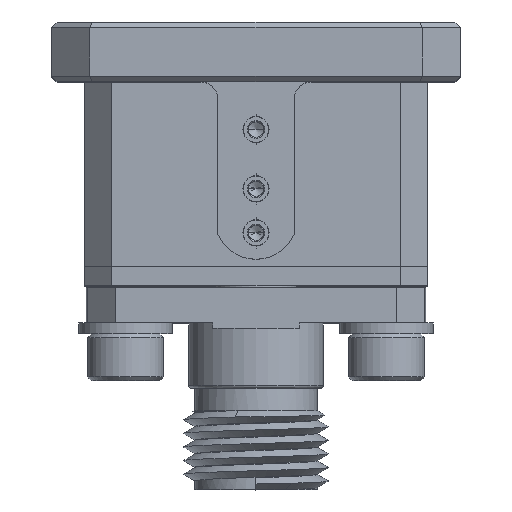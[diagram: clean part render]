
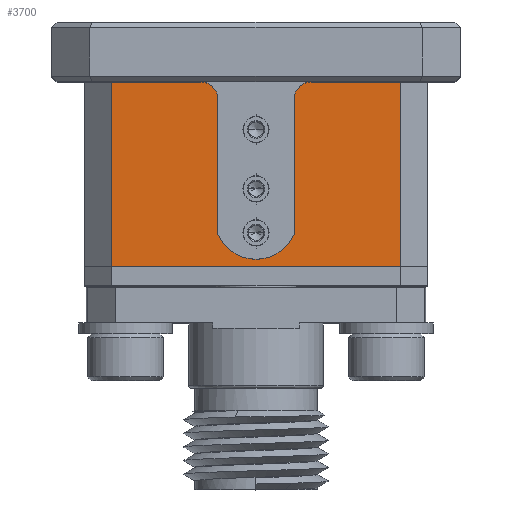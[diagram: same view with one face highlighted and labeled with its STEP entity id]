
A CAD part, top view. The second image highlights one B-rep face of the part: STEP entity #3700.
In plain terms, the highlighted planar face has unit normal (0, 0, 1).
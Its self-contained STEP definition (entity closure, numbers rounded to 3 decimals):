
#28 = DIRECTION ( 'NONE',  ( 0., 0., 1. ) ) ;
#165 = EDGE_CURVE ( 'NONE', #7267, #1613, #7946, .T. ) ;
#351 = DIRECTION ( 'NONE',  ( -1., 0., 0. ) ) ;
#405 = LINE ( 'NONE', #7339, #5768 ) ;
#574 = LINE ( 'NONE', #4141, #8451 ) ;
#743 = AXIS2_PLACEMENT_3D ( 'NONE', #3950, #28, #8399 ) ;
#790 = DIRECTION ( 'NONE',  ( 0., -1., 0. ) ) ;
#836 = CARTESIAN_POINT ( 'NONE',  ( 6.731, -8.636, 3.556 ) ) ;
#844 = DIRECTION ( 'NONE',  ( 0., -1., 0. ) ) ;
#891 = DIRECTION ( 'NONE',  ( -1., 0., 0. ) ) ;
#951 = ORIENTED_EDGE ( 'NONE', *, *, #5243, .T. ) ;
#994 = VERTEX_POINT ( 'NONE', #4251 ) ;
#1065 = DIRECTION ( 'NONE',  ( 0., 0., -1. ) ) ;
#1168 = DIRECTION ( 'NONE',  ( -1., 0., 0. ) ) ;
#1214 = LINE ( 'NONE', #3048, #8020 ) ;
#1269 = VERTEX_POINT ( 'NONE', #4313 ) ;
#1332 = CARTESIAN_POINT ( 'NONE',  ( -2.572, -0.794, 3.556 ) ) ;
#1522 = EDGE_CURVE ( 'NONE', #2244, #6948, #405, .T. ) ;
#1613 = VERTEX_POINT ( 'NONE', #7513 ) ;
#1673 = CARTESIAN_POINT ( 'NONE',  ( 2.572, -0.794, 3.556 ) ) ;
#1960 = CARTESIAN_POINT ( 'NONE',  ( 8.001, -8.636, 3.556 ) ) ;
#1979 = VERTEX_POINT ( 'NONE', #3335 ) ;
#2009 = DIRECTION ( 'NONE',  ( -1., 0., 0. ) ) ;
#2187 = LINE ( 'NONE', #8758, #2881 ) ;
#2226 = ORIENTED_EDGE ( 'NONE', *, *, #1522, .T. ) ;
#2244 = VERTEX_POINT ( 'NONE', #6727 ) ;
#2381 = EDGE_CURVE ( 'NONE', #1979, #2244, #3962, .T. ) ;
#2664 = ORIENTED_EDGE ( 'NONE', *, *, #2381, .T. ) ;
#2881 = VECTOR ( 'NONE', #5738, 1000. ) ;
#2992 = VERTEX_POINT ( 'NONE', #9160 ) ;
#3048 = CARTESIAN_POINT ( 'NONE',  ( -6.731, -8.636, 3.556 ) ) ;
#3256 = ORIENTED_EDGE ( 'NONE', *, *, #8540, .T. ) ;
#3335 = CARTESIAN_POINT ( 'NONE',  ( 2.572, 0., 3.556 ) ) ;
#3438 = ORIENTED_EDGE ( 'NONE', *, *, #9125, .F. ) ;
#3629 = AXIS2_PLACEMENT_3D ( 'NONE', #1960, #1065, #1168 ) ;
#3700 = ADVANCED_FACE ( 'NONE', ( #4782 ), #7232, .F. ) ;
#3730 = AXIS2_PLACEMENT_3D ( 'NONE', #1332, #9651, #2009 ) ;
#3843 = DIRECTION ( 'NONE',  ( 0., 1., 0. ) ) ;
#3950 = CARTESIAN_POINT ( 'NONE',  ( 0., -6.35, 3.556 ) ) ;
#3960 = EDGE_CURVE ( 'NONE', #4696, #1269, #1214, .T. ) ;
#3962 = CIRCLE ( 'NONE', #5978, 0.794 ) ;
#3975 = EDGE_CURVE ( 'NONE', #8342, #6948, #8859, .T. ) ;
#4063 = ORIENTED_EDGE ( 'NONE', *, *, #4405, .T. ) ;
#4141 = CARTESIAN_POINT ( 'NONE',  ( 8.001, 0., 3.556 ) ) ;
#4251 = CARTESIAN_POINT ( 'NONE',  ( 6.731, 0., 3.556 ) ) ;
#4313 = CARTESIAN_POINT ( 'NONE',  ( -6.731, -8.636, 3.556 ) ) ;
#4405 = EDGE_CURVE ( 'NONE', #2992, #994, #7895, .T. ) ;
#4559 = ORIENTED_EDGE ( 'NONE', *, *, #3960, .T. ) ;
#4685 = CARTESIAN_POINT ( 'NONE',  ( -1.778, 0., 3.556 ) ) ;
#4696 = VERTEX_POINT ( 'NONE', #7651 ) ;
#4717 = LINE ( 'NONE', #7578, #9279 ) ;
#4782 = FACE_OUTER_BOUND ( 'NONE', #9196, .T. ) ;
#5243 = EDGE_CURVE ( 'NONE', #1613, #4696, #574, .T. ) ;
#5413 = CARTESIAN_POINT ( 'NONE',  ( -1.778, -0.794, 3.556 ) ) ;
#5738 = DIRECTION ( 'NONE',  ( -1., 0., 0. ) ) ;
#5768 = VECTOR ( 'NONE', #8085, 1000. ) ;
#5810 = ORIENTED_EDGE ( 'NONE', *, *, #6162, .F. ) ;
#5857 = VECTOR ( 'NONE', #3843, 1000. ) ;
#5978 = AXIS2_PLACEMENT_3D ( 'NONE', #1673, #7026, #8548 ) ;
#6162 = EDGE_CURVE ( 'NONE', #2992, #1269, #4717, .T. ) ;
#6385 = ORIENTED_EDGE ( 'NONE', *, *, #3975, .F. ) ;
#6411 = VECTOR ( 'NONE', #790, 1000. ) ;
#6716 = ORIENTED_EDGE ( 'NONE', *, *, #165, .T. ) ;
#6727 = CARTESIAN_POINT ( 'NONE',  ( 1.778, -0.794, 3.556 ) ) ;
#6948 = VERTEX_POINT ( 'NONE', #7465 ) ;
#7026 = DIRECTION ( 'NONE',  ( 0., 0., 1. ) ) ;
#7232 = PLANE ( 'NONE',  #3629 ) ;
#7267 = VERTEX_POINT ( 'NONE', #5413 ) ;
#7339 = CARTESIAN_POINT ( 'NONE',  ( 1.778, 0., 3.556 ) ) ;
#7465 = CARTESIAN_POINT ( 'NONE',  ( 1.778, -7.112, 3.556 ) ) ;
#7513 = CARTESIAN_POINT ( 'NONE',  ( -2.572, 0., 3.556 ) ) ;
#7578 = CARTESIAN_POINT ( 'NONE',  ( 8.001, -8.636, 3.556 ) ) ;
#7651 = CARTESIAN_POINT ( 'NONE',  ( -6.731, 0., 3.556 ) ) ;
#7895 = LINE ( 'NONE', #836, #5857 ) ;
#7946 = CIRCLE ( 'NONE', #3730, 0.794 ) ;
#8020 = VECTOR ( 'NONE', #844, 1000. ) ;
#8085 = DIRECTION ( 'NONE',  ( 0., -1., 0. ) ) ;
#8342 = VERTEX_POINT ( 'NONE', #9309 ) ;
#8399 = DIRECTION ( 'NONE',  ( 1., 0., 0. ) ) ;
#8451 = VECTOR ( 'NONE', #351, 1000. ) ;
#8540 = EDGE_CURVE ( 'NONE', #994, #1979, #2187, .T. ) ;
#8548 = DIRECTION ( 'NONE',  ( -1., 0., 0. ) ) ;
#8758 = CARTESIAN_POINT ( 'NONE',  ( 8.001, 0., 3.556 ) ) ;
#8859 = CIRCLE ( 'NONE', #743, 1.934 ) ;
#9125 = EDGE_CURVE ( 'NONE', #7267, #8342, #9765, .T. ) ;
#9160 = CARTESIAN_POINT ( 'NONE',  ( 6.731, -8.636, 3.556 ) ) ;
#9196 = EDGE_LOOP ( 'NONE', ( #3256, #2664, #2226, #6385, #3438, #6716, #951, #4559, #5810, #4063 ) ) ;
#9279 = VECTOR ( 'NONE', #891, 1000. ) ;
#9309 = CARTESIAN_POINT ( 'NONE',  ( -1.778, -7.112, 3.556 ) ) ;
#9651 = DIRECTION ( 'NONE',  ( 0., 0., 1. ) ) ;
#9765 = LINE ( 'NONE', #4685, #6411 ) ;
